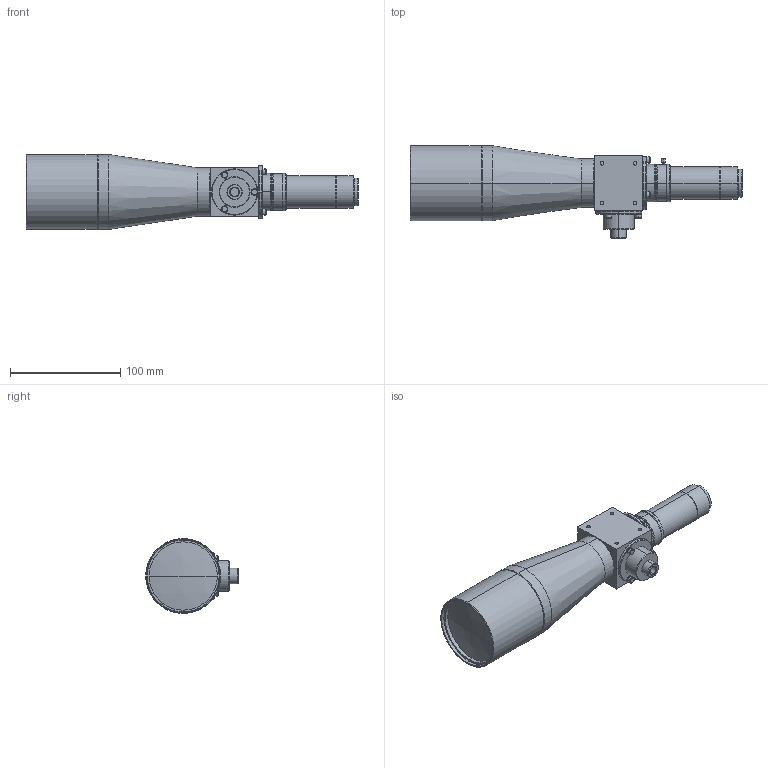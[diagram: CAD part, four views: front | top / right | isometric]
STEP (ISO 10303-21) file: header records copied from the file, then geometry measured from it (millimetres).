
FILE_DESCRIPTION (( 'STEP AP214' ), '1' );
FILE_NAME ('TCL0200-F 3D.STEP', '2016-12-13T01:29:37', ( '' ), ( '' ), 'SwSTEP 2.0', 'SolidWorks 2016', '' );
FILE_SCHEMA (( 'AUTOMOTIVE_DESIGN' ));
Length unit declared in the file: millimetre
Products named in the file (2): TCL0200-F 3D
Bounding box: 301.22 x 84 x 68 mm (x, y, z)
Volume: 705786.4 mm3; surface area: 75637.3 mm2
Topology: 3 solids, 6 shells, 241 faces, 488 edges, 295 vertices
Faces by surface type: cylinder 104, cone 72, plane 63, sphere 2
Entity records: 9072 total; most frequent: DIRECTION 1270, CARTESIAN_POINT 1054, ORIENTED_EDGE 976, AXIS2_PLACEMENT_3D 541, EDGE_CURVE 488, CIRCLE 298, VERTEX_POINT 295, EDGE_LOOP 279
